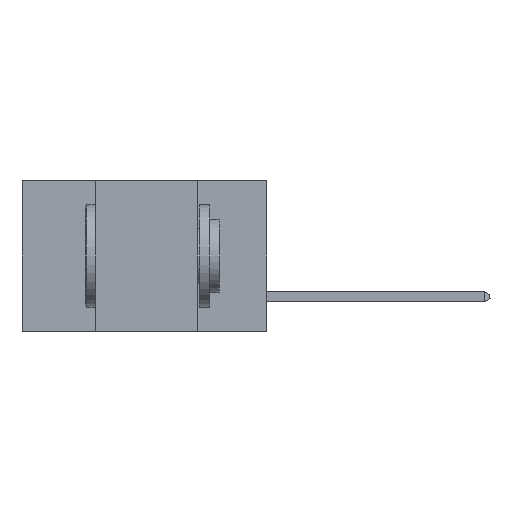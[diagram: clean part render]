
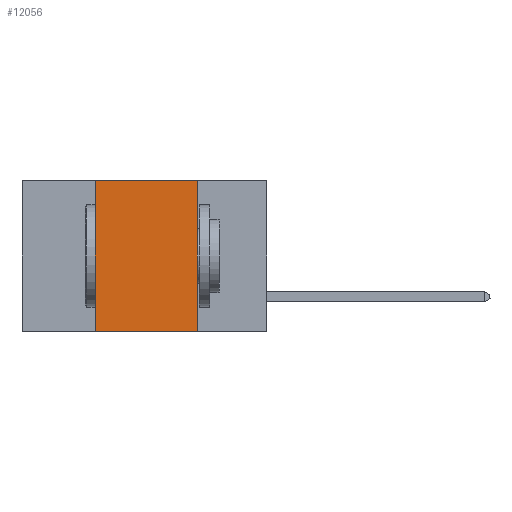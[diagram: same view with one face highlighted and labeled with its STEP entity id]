
A CAD part, left-side view. The second image highlights one B-rep face of the part: STEP entity #12056.
In plain terms, the highlighted planar face has unit normal (-1, 0, 0).
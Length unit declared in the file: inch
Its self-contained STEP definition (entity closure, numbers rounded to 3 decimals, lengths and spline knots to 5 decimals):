
#948 = VERTEX_POINT ( 'NONE', #8474 ) ;
#1406 = AXIS2_PLACEMENT_3D ( 'NONE', #9957, #23342, #11877 ) ;
#2758 = VECTOR ( 'NONE', #20772, 39.37008 ) ;
#4116 = EDGE_CURVE ( 'NONE', #23219, #948, #13665, .T. ) ;
#4631 = VECTOR ( 'NONE', #17660, 39.37008 ) ;
#4732 = ORIENTED_EDGE ( 'NONE', *, *, #8028, .F. ) ;
#7665 = CARTESIAN_POINT ( 'NONE',  ( 0., 0.42, -0.37 ) ) ;
#7933 = LINE ( 'NONE', #14983, #2758 ) ;
#7954 = CARTESIAN_POINT ( 'NONE',  ( 0., 0.17, 0. ) ) ;
#8028 = EDGE_CURVE ( 'NONE', #23219, #14675, #14622, .T. ) ;
#8215 = EDGE_CURVE ( 'NONE', #24615, #948, #9805, .T. ) ;
#8474 = CARTESIAN_POINT ( 'NONE',  ( 0., 0.17, -0.37 ) ) ;
#9428 = DIRECTION ( 'NONE',  ( 0., 0., 1. ) ) ;
#9575 = ORIENTED_EDGE ( 'NONE', *, *, #8215, .F. ) ;
#9805 = LINE ( 'NONE', #11865, #4631 ) ;
#9957 = CARTESIAN_POINT ( 'NONE',  ( 0., 0.6, 0. ) ) ;
#11282 = CARTESIAN_POINT ( 'NONE',  ( 0., 0.42, 0. ) ) ;
#11500 = CARTESIAN_POINT ( 'NONE',  ( 0., 0.42, 0. ) ) ;
#11865 = CARTESIAN_POINT ( 'NONE',  ( 0., 0.17, 0. ) ) ;
#11877 = DIRECTION ( 'NONE',  ( 0., 0., -1. ) ) ;
#12056 = ADVANCED_FACE ( 'NONE', ( #14972 ), #17579, .F. ) ;
#13665 = LINE ( 'NONE', #19077, #23843 ) ;
#13888 = EDGE_CURVE ( 'NONE', #14675, #24615, #7933, .T. ) ;
#14622 = LINE ( 'NONE', #11282, #24181 ) ;
#14675 = VERTEX_POINT ( 'NONE', #11500 ) ;
#14972 = FACE_OUTER_BOUND ( 'NONE', #23428, .T. ) ;
#14983 = CARTESIAN_POINT ( 'NONE',  ( 0., 0.6, 0. ) ) ;
#17579 = PLANE ( 'NONE',  #1406 ) ;
#17660 = DIRECTION ( 'NONE',  ( 0., 0., -1. ) ) ;
#18918 = ORIENTED_EDGE ( 'NONE', *, *, #13888, .F. ) ;
#19077 = CARTESIAN_POINT ( 'NONE',  ( 0., 0.6, -0.37 ) ) ;
#19102 = DIRECTION ( 'NONE',  ( 0., -1., 0. ) ) ;
#19219 = ORIENTED_EDGE ( 'NONE', *, *, #4116, .T. ) ;
#20772 = DIRECTION ( 'NONE',  ( 0., -1., 0. ) ) ;
#23219 = VERTEX_POINT ( 'NONE', #7665 ) ;
#23342 = DIRECTION ( 'NONE',  ( 1., 0., 0. ) ) ;
#23428 = EDGE_LOOP ( 'NONE', ( #9575, #18918, #4732, #19219 ) ) ;
#23843 = VECTOR ( 'NONE', #19102, 39.37008 ) ;
#24181 = VECTOR ( 'NONE', #9428, 39.37008 ) ;
#24615 = VERTEX_POINT ( 'NONE', #7954 ) ;
